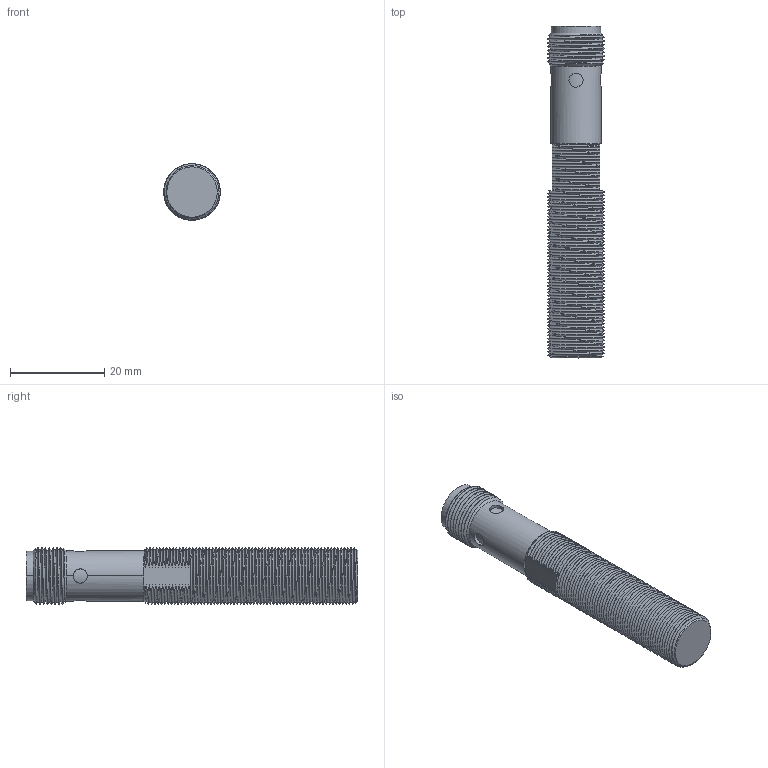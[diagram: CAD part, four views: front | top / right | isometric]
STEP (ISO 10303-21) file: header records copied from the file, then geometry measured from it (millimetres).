
FILE_DESCRIPTION((''),'2;1');
FILE_NAME('OCN1-1204X-XUL3','2017-02-24T',('Administrator'),(''),'PRO/ENGINEER BY PARAMETRIC TECHNOLOGY CORPORATION, 2007170','PRO/ENGINEER BY PARAMETRIC TECHNOLOGY CORPORATION, 2007170','');
FILE_SCHEMA(('CONFIG_CONTROL_DESIGN'));
Products named in the file (1): OCN1-1204X-XUL3
Bounding box: 12 x 70.5 x 12 mm (x, y, z)
Volume: 6541.4 mm3; surface area: 4847.6 mm2
Topology: 1 solids, 1 shells, 294 faces, 822 edges, 531 vertices
Faces by surface type: cylinder 165, bspline 99, plane 14, cone 10, sphere 6
Entity records: 38283 total; most frequent: CARTESIAN_POINT 32033, ORIENTED_EDGE 1632, EDGE_CURVE 816, DIRECTION 731, VERTEX_POINT 531, B_SPLINE_CURVE_WITH_KNOTS 523, EDGE_LOOP 301, FACE_OUTER_BOUND 294
